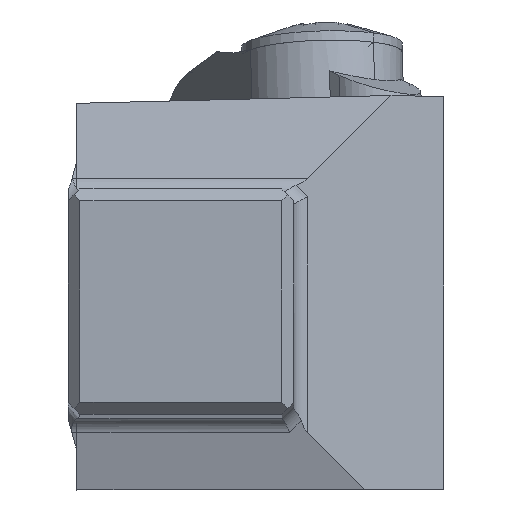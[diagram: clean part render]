
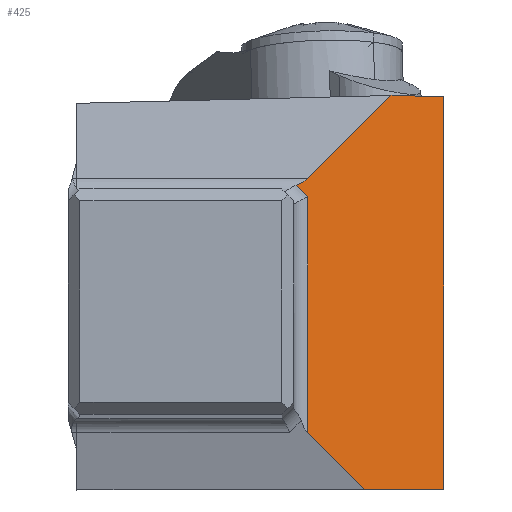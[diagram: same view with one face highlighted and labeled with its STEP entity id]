
A CAD part, top view. The second image highlights one B-rep face of the part: STEP entity #425.
In plain terms, the highlighted planar face has unit normal (0.259, 0, 0.966).
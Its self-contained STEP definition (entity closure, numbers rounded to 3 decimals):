
#425=ADVANCED_FACE('',(#731),#628,.T.);
#628=PLANE('',#4110);
#731=FACE_OUTER_BOUND('',#927,.T.);
#927=EDGE_LOOP('',(#1275,#1276,#1277,#1278,#1279,#1280,#1281,#1282));
#1183=ELLIPSE('',#4109,3.091,0.8);
#1275=ORIENTED_EDGE('',*,*,#2803,.F.);
#1276=ORIENTED_EDGE('',*,*,#2804,.F.);
#1277=ORIENTED_EDGE('',*,*,#2805,.F.);
#1278=ORIENTED_EDGE('',*,*,#2806,.F.);
#1279=ORIENTED_EDGE('',*,*,#2807,.T.);
#1280=ORIENTED_EDGE('',*,*,#2808,.T.);
#1281=ORIENTED_EDGE('',*,*,#2793,.T.);
#1282=ORIENTED_EDGE('',*,*,#2802,.F.);
#2391=VERTEX_POINT('',#6018);
#2393=VERTEX_POINT('',#6021);
#2398=VERTEX_POINT('',#6063);
#2399=VERTEX_POINT('',#6067);
#2400=VERTEX_POINT('',#6069);
#2401=VERTEX_POINT('',#6071);
#2402=VERTEX_POINT('',#6073);
#2403=VERTEX_POINT('',#6075);
#2793=EDGE_CURVE('',#2393,#2391,#3364,.T.);
#2802=EDGE_CURVE('',#2398,#2391,#3368,.T.);
#2803=EDGE_CURVE('',#2399,#2398,#3369,.T.);
#2804=EDGE_CURVE('',#2400,#2399,#3370,.T.);
#2805=EDGE_CURVE('',#2401,#2400,#3371,.T.);
#2806=EDGE_CURVE('',#2402,#2401,#3372,.T.);
#2807=EDGE_CURVE('',#2402,#2403,#3373,.T.);
#2808=EDGE_CURVE('',#2403,#2393,#1183,.T.);
#3364=LINE('',#6020,#3672);
#3368=LINE('',#6064,#3676);
#3369=LINE('',#6066,#3677);
#3370=LINE('',#6068,#3678);
#3371=LINE('',#6070,#3679);
#3372=LINE('',#6072,#3680);
#3373=LINE('',#6074,#3681);
#3672=VECTOR('',#4628,1.);
#3676=VECTOR('',#4640,1.);
#3677=VECTOR('',#4643,1.);
#3678=VECTOR('',#4644,1.);
#3679=VECTOR('',#4645,1.);
#3680=VECTOR('',#4646,1.);
#3681=VECTOR('',#4647,1.);
#4109=AXIS2_PLACEMENT_3D('',#6076,#4648,#4649);
#4110=AXIS2_PLACEMENT_3D('',#6077,#4650,#4651);
#4628=DIRECTION('',(0.695,-0.695,-0.186));
#4640=DIRECTION('',(0.,1.,0.));
#4643=DIRECTION('',(-0.695,0.695,0.186));
#4644=DIRECTION('',(-0.966,0.,0.259));
#4645=DIRECTION('',(0.,-1.,0.));
#4646=DIRECTION('',(0.966,-0.02,-0.259));
#4647=DIRECTION('',(-0.695,-0.695,0.186));
#4648=DIRECTION('',(-0.259,0.,-0.966));
#4649=DIRECTION('',(0.966,0.,-0.259));
#4650=DIRECTION('',(0.259,0.,0.966));
#4651=DIRECTION('',(0.966,0.,-0.259));
#6018=CARTESIAN_POINT('',(0.593,9.356,-97.934));
#6020=CARTESIAN_POINT('',(0.103,9.847,-97.802));
#6021=CARTESIAN_POINT('',(0.103,9.847,-97.802));
#6063=CARTESIAN_POINT('',(0.593,-0.593,-97.934));
#6064=CARTESIAN_POINT('',(0.593,-0.593,-97.934));
#6066=CARTESIAN_POINT('',(3.,-3.,-98.579));
#6067=CARTESIAN_POINT('',(3.,-3.,-98.579));
#6068=CARTESIAN_POINT('',(6.35,-3.,-99.476));
#6069=CARTESIAN_POINT('',(6.35,-3.,-99.476));
#6070=CARTESIAN_POINT('',(6.35,13.593,-99.476));
#6071=CARTESIAN_POINT('',(6.35,13.593,-99.476));
#6072=CARTESIAN_POINT('',(4.115,13.64,-98.878));
#6073=CARTESIAN_POINT('',(4.115,13.64,-98.878));
#6074=CARTESIAN_POINT('',(4.115,13.64,-98.878));
#6075=CARTESIAN_POINT('',(0.593,10.118,-97.934));
#6076=CARTESIAN_POINT('',(-2.291,10.325,-97.161));
#6077=CARTESIAN_POINT('',(3.226,5.32,-98.639));
